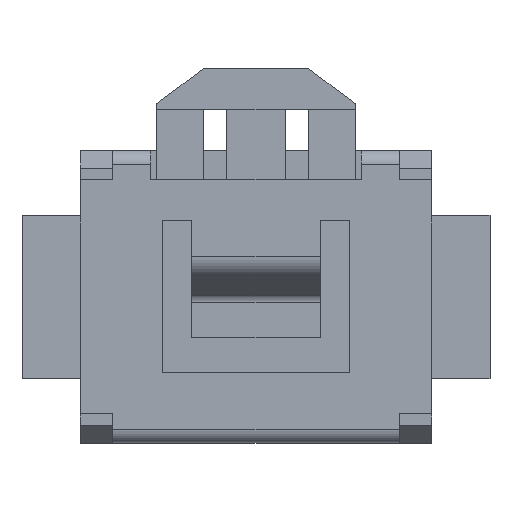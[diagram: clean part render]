
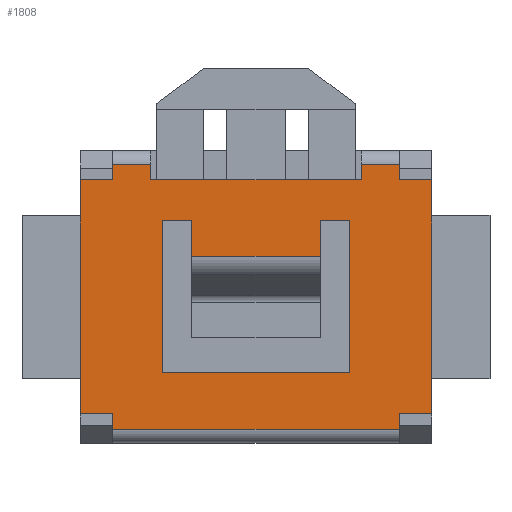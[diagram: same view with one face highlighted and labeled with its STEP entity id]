
A CAD part, top view. The second image highlights one B-rep face of the part: STEP entity #1808.
In plain terms, the highlighted planar face has unit normal (0, 0, 1).
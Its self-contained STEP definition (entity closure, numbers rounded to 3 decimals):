
#13=DIRECTION('',(0.,0.,1.));
#27=VECTOR('',#28,1.);
#28=DIRECTION('',(1.,0.,0.));
#40=VECTOR('',#41,1.);
#41=DIRECTION('',(1.,0.,0.));
#65=VECTOR('',#66,1.);
#66=DIRECTION('',(-1.,0.,0.));
#91=DIRECTION('',(0.,1.,0.));
#109=VECTOR('',#110,1.);
#110=DIRECTION('',(0.,-1.,0.));
#117=VECTOR('',#91,1.);
#148=VECTOR('',#149,1.);
#149=DIRECTION('',(-1.,0.,0.));
#226=VECTOR('',#227,1.);
#227=DIRECTION('',(0.,-1.,0.));
#323=VECTOR('',#324,1.);
#324=DIRECTION('',(0.,1.,0.));
#575=VECTOR('',#576,1.);
#576=DIRECTION('',(-1.,0.,0.));
#596=VECTOR('',#597,1.);
#597=DIRECTION('',(1.,0.,0.));
#985=VERTEX_POINT('',#986);
#986=CARTESIAN_POINT('',(1.5,-1.,1.2));
#988=ORIENTED_EDGE('',*,*,#989,.T.);
#989=EDGE_CURVE('',#985,#990,#992,.T.);
#990=VERTEX_POINT('',#991);
#991=CARTESIAN_POINT('',(1.5,1.,1.2));
#992=LINE('',#986,#117);
#1057=VERTEX_POINT('',#1058);
#1058=CARTESIAN_POINT('',(1.225,-1.,1.2));
#1061=EDGE_CURVE('',#1057,#1062,#1064,.T.);
#1062=VERTEX_POINT('',#1063);
#1063=CARTESIAN_POINT('',(1.225,-1.13,1.2));
#1064=LINE('',#1058,#226);
#1085=VERTEX_POINT('',#1086);
#1086=CARTESIAN_POINT('',(-1.225,-1.,1.2));
#1088=ORIENTED_EDGE('',*,*,#1089,.T.);
#1089=EDGE_CURVE('',#1085,#1090,#1092,.T.);
#1090=VERTEX_POINT('',#1091);
#1091=CARTESIAN_POINT('',(-1.225,-1.13,1.2));
#1092=LINE('',#1086,#226);
#1205=VERTEX_POINT('',#1206);
#1206=CARTESIAN_POINT('',(-1.5,1.,1.2));
#1208=ORIENTED_EDGE('',*,*,#1209,.T.);
#1209=EDGE_CURVE('',#1205,#1210,#1212,.T.);
#1210=VERTEX_POINT('',#1211);
#1211=CARTESIAN_POINT('',(-1.5,-1.,1.2));
#1212=LINE('',#1206,#109);
#1774=VERTEX_POINT('',#1775);
#1775=CARTESIAN_POINT('',(1.225,1.,1.2));
#1777=ORIENTED_EDGE('',*,*,#1778,.T.);
#1778=EDGE_CURVE('',#1774,#1779,#1781,.T.);
#1779=VERTEX_POINT('',#1780);
#1780=CARTESIAN_POINT('',(1.225,1.13,1.2));
#1781=LINE('',#1775,#323);
#1793=ORIENTED_EDGE('',*,*,#1794,.T.);
#1794=EDGE_CURVE('',#990,#1774,#1795,.T.);
#1795=LINE('',#991,#148);
#1802=ORIENTED_EDGE('',*,*,#1803,.T.);
#1803=EDGE_CURVE('',#1057,#985,#1804,.T.);
#1804=LINE('',#1211,#27);
#1808=ADVANCED_FACE('',(#1809,#1848),#1889,.T.);
#1809=FACE_BOUND('',#1810,.T.);
#1810=EDGE_LOOP('',(#1811,#1088,#1813,#1816,#1802,#988,#1793,#1777,#1817,#1822,#1827,#1831,#1836,#1841,#1846,#1208));
#1811=ORIENTED_EDGE('',*,*,#1812,.T.);
#1812=EDGE_CURVE('',#1210,#1085,#1804,.T.);
#1813=ORIENTED_EDGE('',*,*,#1814,.F.);
#1814=EDGE_CURVE('',#1062,#1090,#1815,.T.);
#1815=LINE('',#1063,#65);
#1816=ORIENTED_EDGE('',*,*,#1061,.F.);
#1817=ORIENTED_EDGE('',*,*,#1818,.F.);
#1818=EDGE_CURVE('',#1819,#1779,#1821,.T.);
#1819=VERTEX_POINT('',#1820);
#1820=CARTESIAN_POINT('',(0.9,1.13,1.2));
#1821=LINE('',#1820,#596);
#1822=ORIENTED_EDGE('',*,*,#1823,.F.);
#1823=EDGE_CURVE('',#1824,#1819,#1826,.T.);
#1824=VERTEX_POINT('',#1825);
#1825=CARTESIAN_POINT('',(0.9,1.,1.2));
#1826=LINE('',#1825,#323);
#1827=ORIENTED_EDGE('',*,*,#1828,.T.);
#1828=EDGE_CURVE('',#1824,#1829,#1795,.T.);
#1829=VERTEX_POINT('',#1830);
#1830=CARTESIAN_POINT('',(-0.9,1.,1.2));
#1831=ORIENTED_EDGE('',*,*,#1832,.T.);
#1832=EDGE_CURVE('',#1829,#1833,#1835,.T.);
#1833=VERTEX_POINT('',#1834);
#1834=CARTESIAN_POINT('',(-0.9,1.13,1.2));
#1835=LINE('',#1830,#323);
#1836=ORIENTED_EDGE('',*,*,#1837,.T.);
#1837=EDGE_CURVE('',#1833,#1838,#1840,.T.);
#1838=VERTEX_POINT('',#1839);
#1839=CARTESIAN_POINT('',(-1.225,1.13,1.2));
#1840=LINE('',#1834,#575);
#1841=ORIENTED_EDGE('',*,*,#1842,.F.);
#1842=EDGE_CURVE('',#1843,#1838,#1845,.T.);
#1843=VERTEX_POINT('',#1844);
#1844=CARTESIAN_POINT('',(-1.225,1.,1.2));
#1845=LINE('',#1844,#323);
#1846=ORIENTED_EDGE('',*,*,#1847,.T.);
#1847=EDGE_CURVE('',#1843,#1205,#1795,.T.);
#1848=FACE_BOUND('',#1849,.T.);
#1849=EDGE_LOOP('',(#1850,#1857,#1862,#1868,#1873,#1878,#1883,#1886));
#1850=ORIENTED_EDGE('',*,*,#1851,.F.);
#1851=EDGE_CURVE('',#1852,#1854,#1856,.T.);
#1852=VERTEX_POINT('',#1853);
#1853=CARTESIAN_POINT('',(-0.8,-0.65,1.2));
#1854=VERTEX_POINT('',#1855);
#1855=CARTESIAN_POINT('',(0.8,-0.65,1.2));
#1856=LINE('',#1853,#27);
#1857=ORIENTED_EDGE('',*,*,#1858,.F.);
#1858=EDGE_CURVE('',#1859,#1852,#1861,.T.);
#1859=VERTEX_POINT('',#1860);
#1860=CARTESIAN_POINT('',(-0.8,0.65,1.2));
#1861=LINE('',#1860,#109);
#1862=ORIENTED_EDGE('',*,*,#1863,.F.);
#1863=EDGE_CURVE('',#1864,#1859,#1866,.T.);
#1864=VERTEX_POINT('',#1865);
#1865=CARTESIAN_POINT('',(-0.55,0.65,1.2));
#1866=LINE('',#1867,#148);
#1867=CARTESIAN_POINT('',(0.8,0.65,1.2));
#1868=ORIENTED_EDGE('',*,*,#1869,.T.);
#1869=EDGE_CURVE('',#1864,#1870,#1872,.T.);
#1870=VERTEX_POINT('',#1871);
#1871=CARTESIAN_POINT('',(-0.55,0.347,1.2));
#1872=LINE('',#1865,#226);
#1873=ORIENTED_EDGE('',*,*,#1874,.T.);
#1874=EDGE_CURVE('',#1870,#1875,#1877,.T.);
#1875=VERTEX_POINT('',#1876);
#1876=CARTESIAN_POINT('',(0.55,0.347,1.2));
#1877=LINE('',#1871,#40);
#1878=ORIENTED_EDGE('',*,*,#1879,.F.);
#1879=EDGE_CURVE('',#1880,#1875,#1882,.T.);
#1880=VERTEX_POINT('',#1881);
#1881=CARTESIAN_POINT('',(0.55,0.65,1.2));
#1882=LINE('',#1881,#226);
#1883=ORIENTED_EDGE('',*,*,#1884,.F.);
#1884=EDGE_CURVE('',#1885,#1880,#1866,.T.);
#1885=VERTEX_POINT('',#1867);
#1886=ORIENTED_EDGE('',*,*,#1887,.F.);
#1887=EDGE_CURVE('',#1854,#1885,#1888,.T.);
#1888=LINE('',#1855,#117);
#1889=PLANE('',#1890);
#1890=AXIS2_PLACEMENT_3D('',#1891,#13,#28);
#1891=CARTESIAN_POINT('',(0.,0.,1.2));
